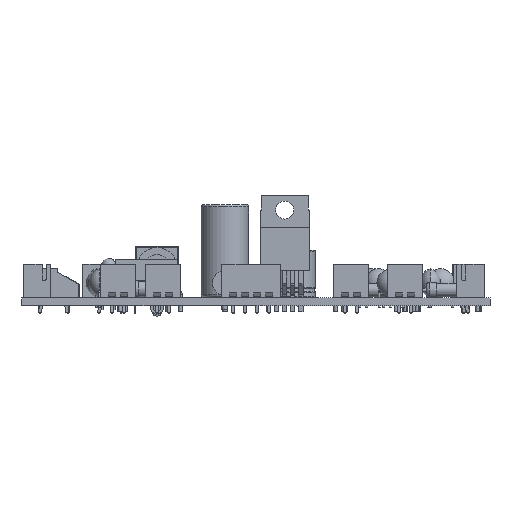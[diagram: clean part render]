
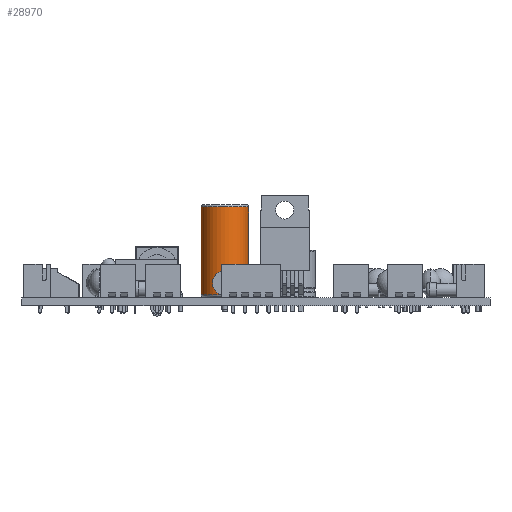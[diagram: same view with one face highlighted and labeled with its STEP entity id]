
A CAD part, front view. The second image highlights one B-rep face of the part: STEP entity #28970.
In plain terms, the highlighted cylindrical face has radius 5 mm (diameter 10 mm), a full revolution.
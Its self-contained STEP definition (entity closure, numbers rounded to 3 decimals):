
#28925 = VERTEX_POINT('',#28926);
#28926 = CARTESIAN_POINT('',(7.5,0.,0.6));
#28933 = EDGE_CURVE('',#28925,#28925,#28934,.T.);
#28934 = CIRCLE('',#28935,5.);
#28935 = AXIS2_PLACEMENT_3D('',#28936,#28937,#28938);
#28936 = CARTESIAN_POINT('',(2.5,0.,0.6));
#28937 = DIRECTION('',(0.,0.,1.));
#28938 = DIRECTION('',(1.,0.,-0.));
#28970 = ADVANCED_FACE('',(#28971),#28990,.T.);
#28971 = FACE_BOUND('',#28972,.T.);
#28972 = EDGE_LOOP('',(#28973,#28974,#28982,#28989));
#28973 = ORIENTED_EDGE('',*,*,#28933,.T.);
#28974 = ORIENTED_EDGE('',*,*,#28975,.T.);
#28975 = EDGE_CURVE('',#28925,#28976,#28978,.T.);
#28976 = VERTEX_POINT('',#28977);
#28977 = CARTESIAN_POINT('',(7.5,0.,19.1));
#28978 = LINE('',#28979,#28980);
#28979 = CARTESIAN_POINT('',(7.5,0.,0.1));
#28980 = VECTOR('',#28981,1.);
#28981 = DIRECTION('',(0.,0.,1.));
#28982 = ORIENTED_EDGE('',*,*,#28983,.F.);
#28983 = EDGE_CURVE('',#28976,#28976,#28984,.T.);
#28984 = CIRCLE('',#28985,5.);
#28985 = AXIS2_PLACEMENT_3D('',#28986,#28987,#28988);
#28986 = CARTESIAN_POINT('',(2.5,0.,19.1));
#28987 = DIRECTION('',(0.,0.,1.));
#28988 = DIRECTION('',(1.,0.,-0.));
#28989 = ORIENTED_EDGE('',*,*,#28975,.F.);
#28990 = CYLINDRICAL_SURFACE('',#28991,5.);
#28991 = AXIS2_PLACEMENT_3D('',#28992,#28993,#28994);
#28992 = CARTESIAN_POINT('',(2.5,0.,0.1));
#28993 = DIRECTION('',(-0.,-0.,-1.));
#28994 = DIRECTION('',(1.,0.,0.));
